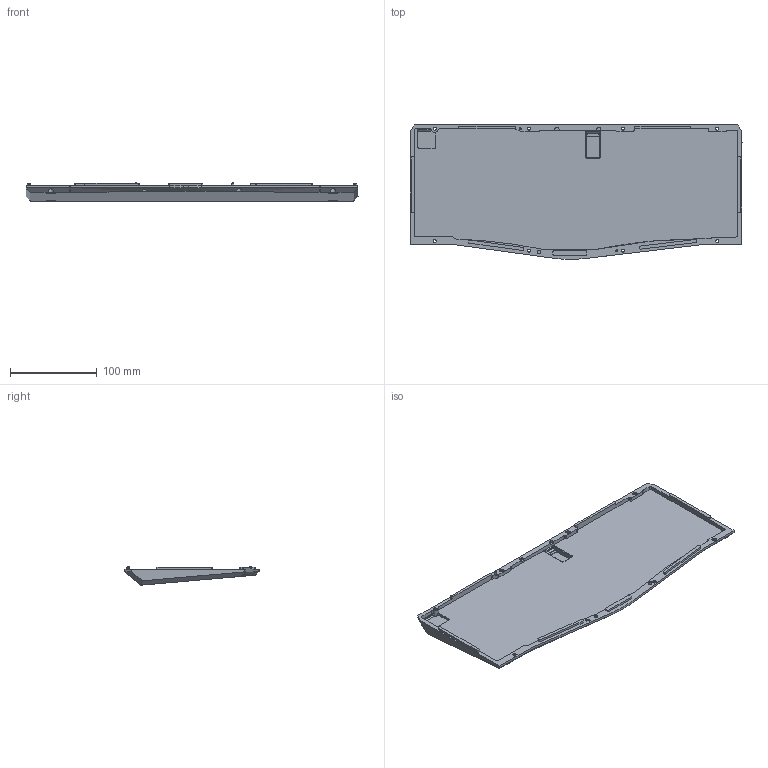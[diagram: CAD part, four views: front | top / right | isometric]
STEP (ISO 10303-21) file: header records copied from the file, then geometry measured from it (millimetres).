
FILE_DESCRIPTION((''),'2;1');
FILE_NAME('Q10-BOTTOM-_26_2_1_1_1_1_2','2024-05-20T17:22:49',('fzk'),(''),'CREO PARAMETRIC BY PTC INC, 2023073','CREO PARAMETRIC BY PTC INC, 2023073','');
FILE_SCHEMA(('CONFIG_CONTROL_DESIGN'));
Length unit declared in the file: millimetre
Products named in the file (1): Q10-BOTTOM-_26_2_1_1_1_1_2
Bounding box: 382.3 x 154.81 x 21.12 mm (x, y, z)
Volume: 454190.5 mm3; surface area: 126686.9 mm2
Topology: 1 solids, 1 shells, 258 faces, 707 edges, 462 vertices
Faces by surface type: cylinder 130, plane 109, cone 8, bspline 6, sphere 4, extrusion 1
Entity records: 8768 total; most frequent: CARTESIAN_POINT 2046, DIRECTION 1407, ORIENTED_EDGE 1406, EDGE_CURVE 703, AXIS2_PLACEMENT_3D 507, VERTEX_POINT 462, VECTOR 393, LINE 392
